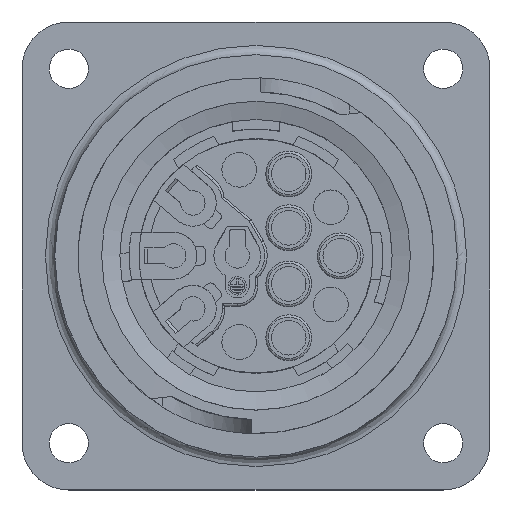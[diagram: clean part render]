
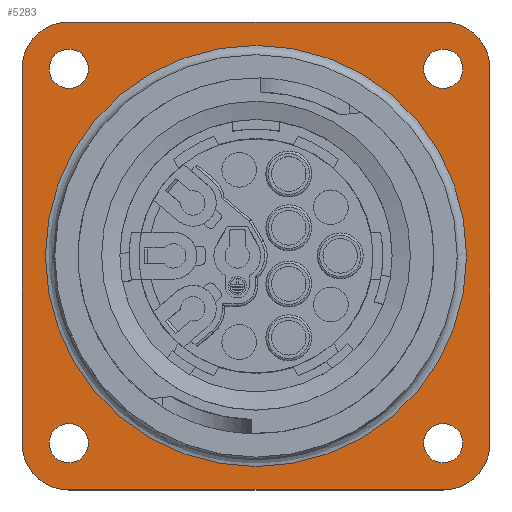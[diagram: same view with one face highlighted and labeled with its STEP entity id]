
A CAD part, top view. The second image highlights one B-rep face of the part: STEP entity #5283.
In plain terms, the highlighted planar face has unit normal (0, 0, 1).
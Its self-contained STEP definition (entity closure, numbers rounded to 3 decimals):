
#3838=LINE('',#15567,#4575);
#3842=LINE('',#15579,#4579);
#3846=LINE('',#15591,#4583);
#3850=LINE('',#15603,#4587);
#4575=VECTOR('',#12993,1.);
#4579=VECTOR('',#13005,1.);
#4583=VECTOR('',#13017,1.);
#4587=VECTOR('',#13029,1.);
#5283=ADVANCED_FACE('',(#6049,#6050,#6051,#6052,#6053,#6054),#5753,.T.);
#5753=PLANE('',#11905);
#6049=FACE_BOUND('',#6279,.T.);
#6050=FACE_BOUND('',#6280,.T.);
#6051=FACE_BOUND('',#6281,.T.);
#6052=FACE_BOUND('',#6282,.T.);
#6053=FACE_BOUND('',#6283,.T.);
#6054=FACE_BOUND('',#6284,.T.);
#6279=EDGE_LOOP('',(#7061));
#6280=EDGE_LOOP('',(#7062));
#6281=EDGE_LOOP('',(#7063));
#6282=EDGE_LOOP('',(#7064));
#6283=EDGE_LOOP('',(#7065));
#6284=EDGE_LOOP('',(#7066,#7067,#7068,#7069,#7070,#7071,#7072,#7073));
#7061=ORIENTED_EDGE('',*,*,#10297,.T.);
#7062=ORIENTED_EDGE('',*,*,#10178,.T.);
#7063=ORIENTED_EDGE('',*,*,#10272,.T.);
#7064=ORIENTED_EDGE('',*,*,#10270,.T.);
#7065=ORIENTED_EDGE('',*,*,#10268,.T.);
#7066=ORIENTED_EDGE('',*,*,#10296,.F.);
#7067=ORIENTED_EDGE('',*,*,#10293,.F.);
#7068=ORIENTED_EDGE('',*,*,#10290,.F.);
#7069=ORIENTED_EDGE('',*,*,#10287,.F.);
#7070=ORIENTED_EDGE('',*,*,#10284,.F.);
#7071=ORIENTED_EDGE('',*,*,#10281,.F.);
#7072=ORIENTED_EDGE('',*,*,#10278,.F.);
#7073=ORIENTED_EDGE('',*,*,#10275,.F.);
#9324=VERTEX_POINT('',#15372);
#9376=VERTEX_POINT('',#15550);
#9378=VERTEX_POINT('',#15555);
#9380=VERTEX_POINT('',#15560);
#9383=VERTEX_POINT('',#15566);
#9384=VERTEX_POINT('',#15568);
#9386=VERTEX_POINT('',#15574);
#9388=VERTEX_POINT('',#15580);
#9390=VERTEX_POINT('',#15586);
#9392=VERTEX_POINT('',#15592);
#9394=VERTEX_POINT('',#15598);
#9396=VERTEX_POINT('',#15604);
#9397=VERTEX_POINT('',#15612);
#10178=EDGE_CURVE('',#9324,#9324,#11392,.T.);
#10268=EDGE_CURVE('',#9376,#9376,#11420,.T.);
#10270=EDGE_CURVE('',#9378,#9378,#11422,.T.);
#10272=EDGE_CURVE('',#9380,#9380,#11424,.T.);
#10275=EDGE_CURVE('',#9383,#9384,#3838,.T.);
#10278=EDGE_CURVE('',#9384,#9386,#11426,.T.);
#10281=EDGE_CURVE('',#9386,#9388,#3842,.T.);
#10284=EDGE_CURVE('',#9388,#9390,#11428,.T.);
#10287=EDGE_CURVE('',#9390,#9392,#3846,.T.);
#10290=EDGE_CURVE('',#9392,#9394,#11430,.T.);
#10293=EDGE_CURVE('',#9394,#9396,#3850,.T.);
#10296=EDGE_CURVE('',#9396,#9383,#11432,.T.);
#10297=EDGE_CURVE('',#9397,#9397,#11433,.T.);
#11392=CIRCLE('',#11815,2.1);
#11420=CIRCLE('',#11879,2.1);
#11422=CIRCLE('',#11882,2.1);
#11424=CIRCLE('',#11885,2.1);
#11426=CIRCLE('',#11889,5.);
#11428=CIRCLE('',#11893,5.);
#11430=CIRCLE('',#11897,5.);
#11432=CIRCLE('',#11902,5.);
#11433=CIRCLE('',#11904,22.5);
#11815=AXIS2_PLACEMENT_3D('',#15371,#12785,#12786);
#11879=AXIS2_PLACEMENT_3D('',#15549,#12975,#12976);
#11882=AXIS2_PLACEMENT_3D('',#15554,#12981,#12982);
#11885=AXIS2_PLACEMENT_3D('',#15559,#12987,#12988);
#11889=AXIS2_PLACEMENT_3D('',#15573,#12999,#13000);
#11893=AXIS2_PLACEMENT_3D('',#15585,#13011,#13012);
#11897=AXIS2_PLACEMENT_3D('',#15597,#13023,#13024);
#11902=AXIS2_PLACEMENT_3D('',#15609,#13037,#13038);
#11904=AXIS2_PLACEMENT_3D('',#15611,#13041,#13042);
#11905=AXIS2_PLACEMENT_3D('',#15613,#13043,#13044);
#12785=DIRECTION('',(0.,0.,-1.));
#12786=DIRECTION('',(1.,0.,0.));
#12975=DIRECTION('',(0.,0.,-1.));
#12976=DIRECTION('',(1.,0.,0.));
#12981=DIRECTION('',(0.,0.,-1.));
#12982=DIRECTION('',(1.,0.,0.));
#12987=DIRECTION('',(0.,0.,-1.));
#12988=DIRECTION('',(1.,0.,0.));
#12993=DIRECTION('',(1.,0.,0.));
#12999=DIRECTION('',(0.,0.,-1.));
#13000=DIRECTION('',(0.,1.,0.));
#13005=DIRECTION('',(0.,-1.,0.));
#13011=DIRECTION('',(0.,0.,-1.));
#13012=DIRECTION('',(1.,0.,0.));
#13017=DIRECTION('',(-1.,0.,0.));
#13023=DIRECTION('',(0.,0.,-1.));
#13024=DIRECTION('',(0.,-1.,0.));
#13029=DIRECTION('',(0.,1.,0.));
#13037=DIRECTION('',(0.,0.,-1.));
#13038=DIRECTION('',(-1.,0.,0.));
#13041=DIRECTION('',(0.,0.,-1.));
#13042=DIRECTION('',(1.,0.,0.));
#13043=DIRECTION('',(0.,0.,1.));
#13044=DIRECTION('',(1.,0.,0.));
#15371=CARTESIAN_POINT('',(-28.824,-29.712,3.8));
#15372=CARTESIAN_POINT('',(-26.724,-29.712,3.8));
#15549=CARTESIAN_POINT('',(-68.824,10.288,3.8));
#15550=CARTESIAN_POINT('',(-66.724,10.288,3.8));
#15554=CARTESIAN_POINT('',(-28.824,10.288,3.8));
#15555=CARTESIAN_POINT('',(-26.724,10.288,3.8));
#15559=CARTESIAN_POINT('',(-68.824,-29.712,3.8));
#15560=CARTESIAN_POINT('',(-66.724,-29.712,3.8));
#15566=CARTESIAN_POINT('',(-68.824,15.288,3.8));
#15567=CARTESIAN_POINT('',(-68.824,15.288,3.8));
#15568=CARTESIAN_POINT('',(-28.824,15.288,3.8));
#15573=CARTESIAN_POINT('',(-28.824,10.288,3.8));
#15574=CARTESIAN_POINT('',(-23.824,10.288,3.8));
#15579=CARTESIAN_POINT('',(-23.824,10.288,3.8));
#15580=CARTESIAN_POINT('',(-23.824,-29.712,3.8));
#15585=CARTESIAN_POINT('',(-28.824,-29.712,3.8));
#15586=CARTESIAN_POINT('',(-28.824,-34.712,3.8));
#15591=CARTESIAN_POINT('',(-28.824,-34.712,3.8));
#15592=CARTESIAN_POINT('',(-68.824,-34.712,3.8));
#15597=CARTESIAN_POINT('',(-68.824,-29.712,3.8));
#15598=CARTESIAN_POINT('',(-73.824,-29.712,3.8));
#15603=CARTESIAN_POINT('',(-73.824,-29.712,3.8));
#15604=CARTESIAN_POINT('',(-73.824,10.288,3.8));
#15609=CARTESIAN_POINT('',(-68.824,10.288,3.8));
#15611=CARTESIAN_POINT('',(-48.824,-9.712,3.8));
#15612=CARTESIAN_POINT('',(-26.324,-9.712,3.8));
#15613=CARTESIAN_POINT('',(-76.324,-37.212,3.8));
